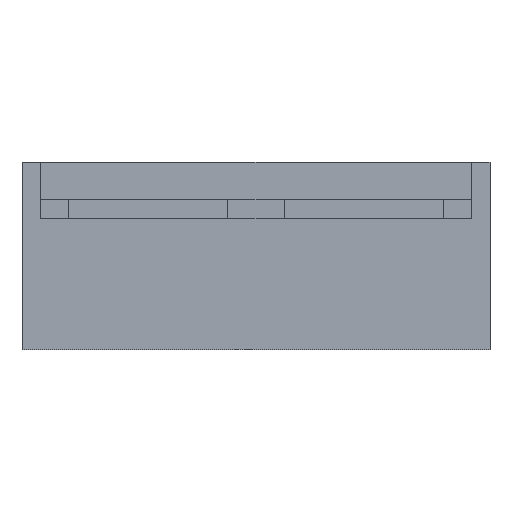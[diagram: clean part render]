
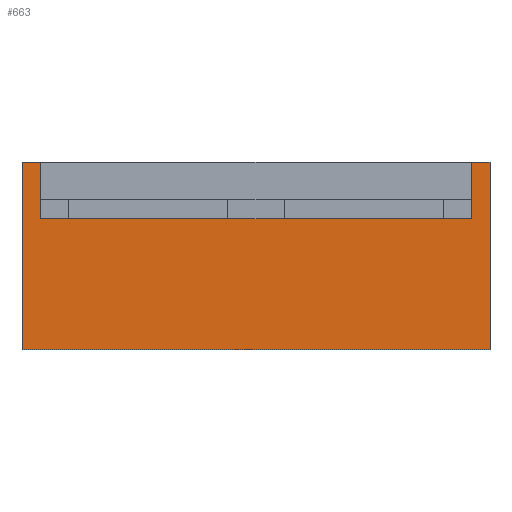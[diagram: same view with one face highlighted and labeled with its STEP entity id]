
A CAD part, front view. The second image highlights one B-rep face of the part: STEP entity #663.
In plain terms, the highlighted planar face has unit normal (0, -1, 0).
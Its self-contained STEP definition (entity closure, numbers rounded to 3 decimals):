
#44 = PLANE('',#45);
#45 = AXIS2_PLACEMENT_3D('',#46,#47,#48);
#46 = CARTESIAN_POINT('',(-12.5,-20.5,0.));
#47 = DIRECTION('',(-1.,0.,0.));
#48 = DIRECTION('',(0.,1.,0.));
#72 = PLANE('',#73);
#73 = AXIS2_PLACEMENT_3D('',#74,#75,#76);
#74 = CARTESIAN_POINT('',(0.,0.,10.));
#75 = DIRECTION('',(-0.,-0.,-1.));
#76 = DIRECTION('',(-1.,0.,0.));
#100 = PLANE('',#101);
#101 = AXIS2_PLACEMENT_3D('',#102,#103,#104);
#102 = CARTESIAN_POINT('',(12.5,20.5,0.));
#103 = DIRECTION('',(1.,0.,0.));
#104 = DIRECTION('',(0.,-1.,0.));
#126 = PLANE('',#127);
#127 = AXIS2_PLACEMENT_3D('',#128,#129,#130);
#128 = CARTESIAN_POINT('',(0.,0.,0.));
#129 = DIRECTION('',(-0.,-0.,-1.));
#130 = DIRECTION('',(-1.,0.,0.));
#141 = EDGE_CURVE('',#142,#144,#146,.T.);
#142 = VERTEX_POINT('',#143);
#143 = CARTESIAN_POINT('',(-12.5,-20.5,0.));
#144 = VERTEX_POINT('',#145);
#145 = CARTESIAN_POINT('',(-12.5,-20.5,10.));
#146 = SURFACE_CURVE('',#147,(#151,#158),.PCURVE_S1.);
#147 = LINE('',#148,#149);
#148 = CARTESIAN_POINT('',(-12.5,-20.5,0.));
#149 = VECTOR('',#150,1.);
#150 = DIRECTION('',(0.,0.,1.));
#151 = PCURVE('',#44,#152);
#152 = DEFINITIONAL_REPRESENTATION('',(#153),#157);
#153 = LINE('',#154,#155);
#154 = CARTESIAN_POINT('',(0.,0.));
#155 = VECTOR('',#156,1.);
#156 = DIRECTION('',(0.,-1.));
#157 = ( GEOMETRIC_REPRESENTATION_CONTEXT(2) 
PARAMETRIC_REPRESENTATION_CONTEXT() REPRESENTATION_CONTEXT('2D SPACE',''
  ) );
#158 = PCURVE('',#159,#164);
#159 = PLANE('',#160);
#160 = AXIS2_PLACEMENT_3D('',#161,#162,#163);
#161 = CARTESIAN_POINT('',(12.5,-20.5,0.));
#162 = DIRECTION('',(0.,-1.,0.));
#163 = DIRECTION('',(-1.,0.,0.));
#164 = DEFINITIONAL_REPRESENTATION('',(#165),#169);
#165 = LINE('',#166,#167);
#166 = CARTESIAN_POINT('',(25.,0.));
#167 = VECTOR('',#168,1.);
#168 = DIRECTION('',(0.,-1.));
#169 = ( GEOMETRIC_REPRESENTATION_CONTEXT(2) 
PARAMETRIC_REPRESENTATION_CONTEXT() REPRESENTATION_CONTEXT('2D SPACE',''
  ) );
#219 = VERTEX_POINT('',#220);
#220 = CARTESIAN_POINT('',(12.5,-20.5,10.));
#241 = EDGE_CURVE('',#242,#219,#244,.T.);
#242 = VERTEX_POINT('',#243);
#243 = CARTESIAN_POINT('',(12.5,-20.5,0.));
#244 = SURFACE_CURVE('',#245,(#249,#256),.PCURVE_S1.);
#245 = LINE('',#246,#247);
#246 = CARTESIAN_POINT('',(12.5,-20.5,0.));
#247 = VECTOR('',#248,1.);
#248 = DIRECTION('',(0.,0.,1.));
#249 = PCURVE('',#100,#250);
#250 = DEFINITIONAL_REPRESENTATION('',(#251),#255);
#251 = LINE('',#252,#253);
#252 = CARTESIAN_POINT('',(41.,0.));
#253 = VECTOR('',#254,1.);
#254 = DIRECTION('',(0.,-1.));
#255 = ( GEOMETRIC_REPRESENTATION_CONTEXT(2) 
PARAMETRIC_REPRESENTATION_CONTEXT() REPRESENTATION_CONTEXT('2D SPACE',''
  ) );
#256 = PCURVE('',#159,#257);
#257 = DEFINITIONAL_REPRESENTATION('',(#258),#262);
#258 = LINE('',#259,#260);
#259 = CARTESIAN_POINT('',(0.,-0.));
#260 = VECTOR('',#261,1.);
#261 = DIRECTION('',(0.,-1.));
#262 = ( GEOMETRIC_REPRESENTATION_CONTEXT(2) 
PARAMETRIC_REPRESENTATION_CONTEXT() REPRESENTATION_CONTEXT('2D SPACE',''
  ) );
#290 = EDGE_CURVE('',#242,#142,#291,.T.);
#291 = SURFACE_CURVE('',#292,(#296,#303),.PCURVE_S1.);
#292 = LINE('',#293,#294);
#293 = CARTESIAN_POINT('',(12.5,-20.5,0.));
#294 = VECTOR('',#295,1.);
#295 = DIRECTION('',(-1.,0.,0.));
#296 = PCURVE('',#126,#297);
#297 = DEFINITIONAL_REPRESENTATION('',(#298),#302);
#298 = LINE('',#299,#300);
#299 = CARTESIAN_POINT('',(-12.5,-20.5));
#300 = VECTOR('',#301,1.);
#301 = DIRECTION('',(1.,0.));
#302 = ( GEOMETRIC_REPRESENTATION_CONTEXT(2) 
PARAMETRIC_REPRESENTATION_CONTEXT() REPRESENTATION_CONTEXT('2D SPACE',''
  ) );
#303 = PCURVE('',#159,#304);
#304 = DEFINITIONAL_REPRESENTATION('',(#305),#309);
#305 = LINE('',#306,#307);
#306 = CARTESIAN_POINT('',(0.,-0.));
#307 = VECTOR('',#308,1.);
#308 = DIRECTION('',(1.,0.));
#309 = ( GEOMETRIC_REPRESENTATION_CONTEXT(2) 
PARAMETRIC_REPRESENTATION_CONTEXT() REPRESENTATION_CONTEXT('2D SPACE',''
  ) );
#424 = EDGE_CURVE('',#219,#425,#427,.T.);
#425 = VERTEX_POINT('',#426);
#426 = CARTESIAN_POINT('',(11.5,-20.5,10.));
#427 = SURFACE_CURVE('',#428,(#432,#439),.PCURVE_S1.);
#428 = LINE('',#429,#430);
#429 = CARTESIAN_POINT('',(12.5,-20.5,10.));
#430 = VECTOR('',#431,1.);
#431 = DIRECTION('',(-1.,0.,0.));
#432 = PCURVE('',#72,#433);
#433 = DEFINITIONAL_REPRESENTATION('',(#434),#438);
#434 = LINE('',#435,#436);
#435 = CARTESIAN_POINT('',(-12.5,-20.5));
#436 = VECTOR('',#437,1.);
#437 = DIRECTION('',(1.,0.));
#438 = ( GEOMETRIC_REPRESENTATION_CONTEXT(2) 
PARAMETRIC_REPRESENTATION_CONTEXT() REPRESENTATION_CONTEXT('2D SPACE',''
  ) );
#439 = PCURVE('',#159,#440);
#440 = DEFINITIONAL_REPRESENTATION('',(#441),#445);
#441 = LINE('',#442,#443);
#442 = CARTESIAN_POINT('',(0.,-10.));
#443 = VECTOR('',#444,1.);
#444 = DIRECTION('',(1.,0.));
#445 = ( GEOMETRIC_REPRESENTATION_CONTEXT(2) 
PARAMETRIC_REPRESENTATION_CONTEXT() REPRESENTATION_CONTEXT('2D SPACE',''
  ) );
#463 = PLANE('',#464);
#464 = AXIS2_PLACEMENT_3D('',#465,#466,#467);
#465 = CARTESIAN_POINT('',(11.5,-16.5,10.));
#466 = DIRECTION('',(-1.,0.,0.));
#467 = DIRECTION('',(0.,-1.,0.));
#616 = VERTEX_POINT('',#617);
#617 = CARTESIAN_POINT('',(-11.5,-20.5,10.));
#631 = PLANE('',#632);
#632 = AXIS2_PLACEMENT_3D('',#633,#634,#635);
#633 = CARTESIAN_POINT('',(-11.5,-22.5,10.));
#634 = DIRECTION('',(1.,0.,0.));
#635 = DIRECTION('',(0.,1.,0.));
#643 = EDGE_CURVE('',#616,#144,#644,.T.);
#644 = SURFACE_CURVE('',#645,(#649,#656),.PCURVE_S1.);
#645 = LINE('',#646,#647);
#646 = CARTESIAN_POINT('',(12.5,-20.5,10.));
#647 = VECTOR('',#648,1.);
#648 = DIRECTION('',(-1.,0.,0.));
#649 = PCURVE('',#72,#650);
#650 = DEFINITIONAL_REPRESENTATION('',(#651),#655);
#651 = LINE('',#652,#653);
#652 = CARTESIAN_POINT('',(-12.5,-20.5));
#653 = VECTOR('',#654,1.);
#654 = DIRECTION('',(1.,0.));
#655 = ( GEOMETRIC_REPRESENTATION_CONTEXT(2) 
PARAMETRIC_REPRESENTATION_CONTEXT() REPRESENTATION_CONTEXT('2D SPACE',''
  ) );
#656 = PCURVE('',#159,#657);
#657 = DEFINITIONAL_REPRESENTATION('',(#658),#662);
#658 = LINE('',#659,#660);
#659 = CARTESIAN_POINT('',(0.,-10.));
#660 = VECTOR('',#661,1.);
#661 = DIRECTION('',(1.,0.));
#662 = ( GEOMETRIC_REPRESENTATION_CONTEXT(2) 
PARAMETRIC_REPRESENTATION_CONTEXT() REPRESENTATION_CONTEXT('2D SPACE',''
  ) );
#663 = ADVANCED_FACE('',(#664),#159,.T.);
#664 = FACE_BOUND('',#665,.T.);
#665 = EDGE_LOOP('',(#666,#667,#668,#669,#690,#716,#735,#736));
#666 = ORIENTED_EDGE('',*,*,#290,.F.);
#667 = ORIENTED_EDGE('',*,*,#241,.T.);
#668 = ORIENTED_EDGE('',*,*,#424,.T.);
#669 = ORIENTED_EDGE('',*,*,#670,.T.);
#670 = EDGE_CURVE('',#425,#671,#673,.T.);
#671 = VERTEX_POINT('',#672);
#672 = CARTESIAN_POINT('',(11.5,-20.5,7.));
#673 = SURFACE_CURVE('',#674,(#678,#684),.PCURVE_S1.);
#674 = LINE('',#675,#676);
#675 = CARTESIAN_POINT('',(11.5,-20.5,5.));
#676 = VECTOR('',#677,1.);
#677 = DIRECTION('',(-0.,-0.,-1.));
#678 = PCURVE('',#159,#679);
#679 = DEFINITIONAL_REPRESENTATION('',(#680),#683);
#680 = B_SPLINE_CURVE_WITH_KNOTS('',1,(#681,#682),.UNSPECIFIED.,.F.,.F.,
  (2,2),(-5.3,-1.7),.PIECEWISE_BEZIER_KNOTS.);
#681 = CARTESIAN_POINT('',(1.,-10.3));
#682 = CARTESIAN_POINT('',(1.,-6.7));
#683 = ( GEOMETRIC_REPRESENTATION_CONTEXT(2) 
PARAMETRIC_REPRESENTATION_CONTEXT() REPRESENTATION_CONTEXT('2D SPACE',''
  ) );
#684 = PCURVE('',#463,#685);
#685 = DEFINITIONAL_REPRESENTATION('',(#686),#689);
#686 = B_SPLINE_CURVE_WITH_KNOTS('',1,(#687,#688),.UNSPECIFIED.,.F.,.F.,
  (2,2),(-5.3,-1.7),.PIECEWISE_BEZIER_KNOTS.);
#687 = CARTESIAN_POINT('',(4.,0.3));
#688 = CARTESIAN_POINT('',(4.,-3.3));
#689 = ( GEOMETRIC_REPRESENTATION_CONTEXT(2) 
PARAMETRIC_REPRESENTATION_CONTEXT() REPRESENTATION_CONTEXT('2D SPACE',''
  ) );
#690 = ORIENTED_EDGE('',*,*,#691,.F.);
#691 = EDGE_CURVE('',#692,#671,#694,.T.);
#692 = VERTEX_POINT('',#693);
#693 = CARTESIAN_POINT('',(-11.5,-20.5,7.));
#694 = SURFACE_CURVE('',#695,(#699,#705),.PCURVE_S1.);
#695 = LINE('',#696,#697);
#696 = CARTESIAN_POINT('',(6.25,-20.5,7.));
#697 = VECTOR('',#698,1.);
#698 = DIRECTION('',(1.,0.,0.));
#699 = PCURVE('',#159,#700);
#700 = DEFINITIONAL_REPRESENTATION('',(#701),#704);
#701 = B_SPLINE_CURVE_WITH_KNOTS('',1,(#702,#703),.UNSPECIFIED.,.F.,.F.,
  (2,2),(-20.05,7.55),.PIECEWISE_BEZIER_KNOTS.);
#702 = CARTESIAN_POINT('',(26.3,-7.));
#703 = CARTESIAN_POINT('',(-1.3,-7.));
#704 = ( GEOMETRIC_REPRESENTATION_CONTEXT(2) 
PARAMETRIC_REPRESENTATION_CONTEXT() REPRESENTATION_CONTEXT('2D SPACE',''
  ) );
#705 = PCURVE('',#706,#711);
#706 = PLANE('',#707);
#707 = AXIS2_PLACEMENT_3D('',#708,#709,#710);
#708 = CARTESIAN_POINT('',(0.,-19.5,7.));
#709 = DIRECTION('',(-0.,-0.,-1.));
#710 = DIRECTION('',(-1.,0.,0.));
#711 = DEFINITIONAL_REPRESENTATION('',(#712),#715);
#712 = B_SPLINE_CURVE_WITH_KNOTS('',1,(#713,#714),.UNSPECIFIED.,.F.,.F.,
  (2,2),(-20.05,7.55),.PIECEWISE_BEZIER_KNOTS.);
#713 = CARTESIAN_POINT('',(13.8,-1.));
#714 = CARTESIAN_POINT('',(-13.8,-1.));
#715 = ( GEOMETRIC_REPRESENTATION_CONTEXT(2) 
PARAMETRIC_REPRESENTATION_CONTEXT() REPRESENTATION_CONTEXT('2D SPACE',''
  ) );
#716 = ORIENTED_EDGE('',*,*,#717,.T.);
#717 = EDGE_CURVE('',#692,#616,#718,.T.);
#718 = SURFACE_CURVE('',#719,(#723,#729),.PCURVE_S1.);
#719 = LINE('',#720,#721);
#720 = CARTESIAN_POINT('',(-11.5,-20.5,5.));
#721 = VECTOR('',#722,1.);
#722 = DIRECTION('',(0.,0.,1.));
#723 = PCURVE('',#159,#724);
#724 = DEFINITIONAL_REPRESENTATION('',(#725),#728);
#725 = B_SPLINE_CURVE_WITH_KNOTS('',1,(#726,#727),.UNSPECIFIED.,.F.,.F.,
  (2,2),(1.7,5.3),.PIECEWISE_BEZIER_KNOTS.);
#726 = CARTESIAN_POINT('',(24.,-6.7));
#727 = CARTESIAN_POINT('',(24.,-10.3));
#728 = ( GEOMETRIC_REPRESENTATION_CONTEXT(2) 
PARAMETRIC_REPRESENTATION_CONTEXT() REPRESENTATION_CONTEXT('2D SPACE',''
  ) );
#729 = PCURVE('',#631,#730);
#730 = DEFINITIONAL_REPRESENTATION('',(#731),#734);
#731 = B_SPLINE_CURVE_WITH_KNOTS('',1,(#732,#733),.UNSPECIFIED.,.F.,.F.,
  (2,2),(1.7,5.3),.PIECEWISE_BEZIER_KNOTS.);
#732 = CARTESIAN_POINT('',(2.,-3.3));
#733 = CARTESIAN_POINT('',(2.,0.3));
#734 = ( GEOMETRIC_REPRESENTATION_CONTEXT(2) 
PARAMETRIC_REPRESENTATION_CONTEXT() REPRESENTATION_CONTEXT('2D SPACE',''
  ) );
#735 = ORIENTED_EDGE('',*,*,#643,.T.);
#736 = ORIENTED_EDGE('',*,*,#141,.F.);
